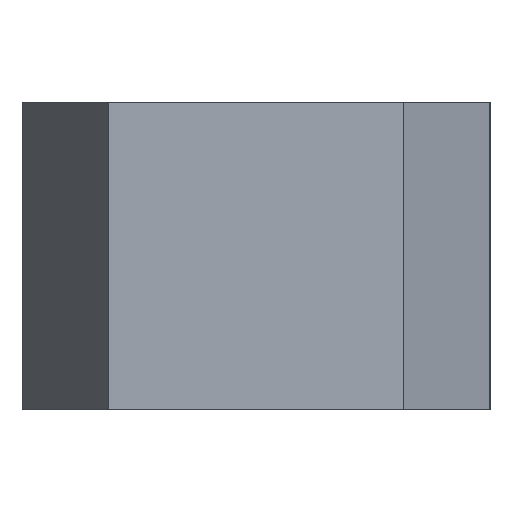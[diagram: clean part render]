
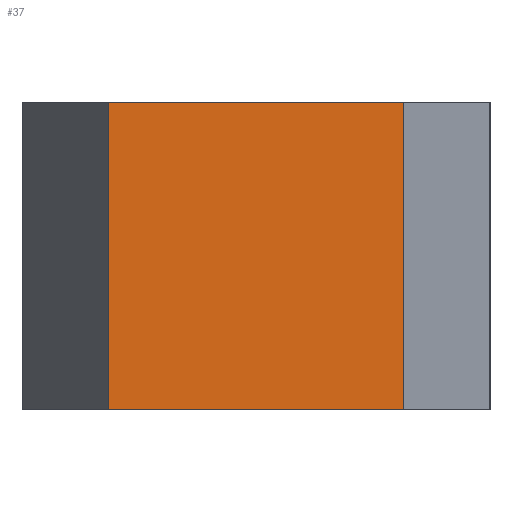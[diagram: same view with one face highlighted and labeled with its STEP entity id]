
A CAD part, left-side view. The second image highlights one B-rep face of the part: STEP entity #37.
In plain terms, the highlighted planar face has unit normal (-1, 0, 0).
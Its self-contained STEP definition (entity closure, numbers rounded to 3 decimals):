
#37 = ADVANCED_FACE ( 'NONE', ( #44 ), #588, .F. ) ;
#44 = FACE_OUTER_BOUND ( 'NONE', #595, .T. ) ;
#79 = DIRECTION ( 'NONE',  ( 0., 0., -1. ) ) ;
#81 = ORIENTED_EDGE ( 'NONE', *, *, #612, .T. ) ;
#83 = DIRECTION ( 'NONE',  ( 0., 0., -1. ) ) ;
#91 = DIRECTION ( 'NONE',  ( 0., -1., 0. ) ) ;
#171 = LINE ( 'NONE', #455, #332 ) ;
#330 = CARTESIAN_POINT ( 'NONE',  ( -100., -12., 25. ) ) ;
#332 = VECTOR ( 'NONE', #83, 1000. ) ;
#334 = CARTESIAN_POINT ( 'NONE',  ( -100., 12., 0. ) ) ;
#337 = DIRECTION ( 'NONE',  ( 1., 0., 0. ) ) ;
#349 = VECTOR ( 'NONE', #508, 1000. ) ;
#363 = VERTEX_POINT ( 'NONE', #697 ) ;
#373 = VERTEX_POINT ( 'NONE', #430 ) ;
#413 = CARTESIAN_POINT ( 'NONE',  ( -100., -12., 0. ) ) ;
#430 = CARTESIAN_POINT ( 'NONE',  ( -100., -12., 25. ) ) ;
#433 = VECTOR ( 'NONE', #79, 1000. ) ;
#437 = EDGE_CURVE ( 'NONE', #373, #865, #619, .T. ) ;
#455 = CARTESIAN_POINT ( 'NONE',  ( -100., 12., 25. ) ) ;
#508 = DIRECTION ( 'NONE',  ( 0., -1., 0. ) ) ;
#519 = CARTESIAN_POINT ( 'NONE',  ( -100., -12., 25. ) ) ;
#573 = ORIENTED_EDGE ( 'NONE', *, *, #688, .T. ) ;
#576 = LINE ( 'NONE', #836, #349 ) ;
#588 = PLANE ( 'NONE',  #748 ) ;
#595 = EDGE_LOOP ( 'NONE', ( #81, #857, #736, #573 ) ) ;
#598 = DIRECTION ( 'NONE',  ( 0., 0., -1. ) ) ;
#612 = EDGE_CURVE ( 'NONE', #713, #865, #576, .T. ) ;
#619 = LINE ( 'NONE', #684, #433 ) ;
#678 = EDGE_CURVE ( 'NONE', #363, #373, #846, .T. ) ;
#684 = CARTESIAN_POINT ( 'NONE',  ( -100., -12., 25. ) ) ;
#688 = EDGE_CURVE ( 'NONE', #363, #713, #171, .T. ) ;
#697 = CARTESIAN_POINT ( 'NONE',  ( -100., 12., 25. ) ) ;
#713 = VERTEX_POINT ( 'NONE', #334 ) ;
#736 = ORIENTED_EDGE ( 'NONE', *, *, #678, .F. ) ;
#748 = AXIS2_PLACEMENT_3D ( 'NONE', #330, #337, #598 ) ;
#770 = VECTOR ( 'NONE', #91, 1000. ) ;
#836 = CARTESIAN_POINT ( 'NONE',  ( -100., -12., 0. ) ) ;
#846 = LINE ( 'NONE', #519, #770 ) ;
#857 = ORIENTED_EDGE ( 'NONE', *, *, #437, .F. ) ;
#865 = VERTEX_POINT ( 'NONE', #413 ) ;
